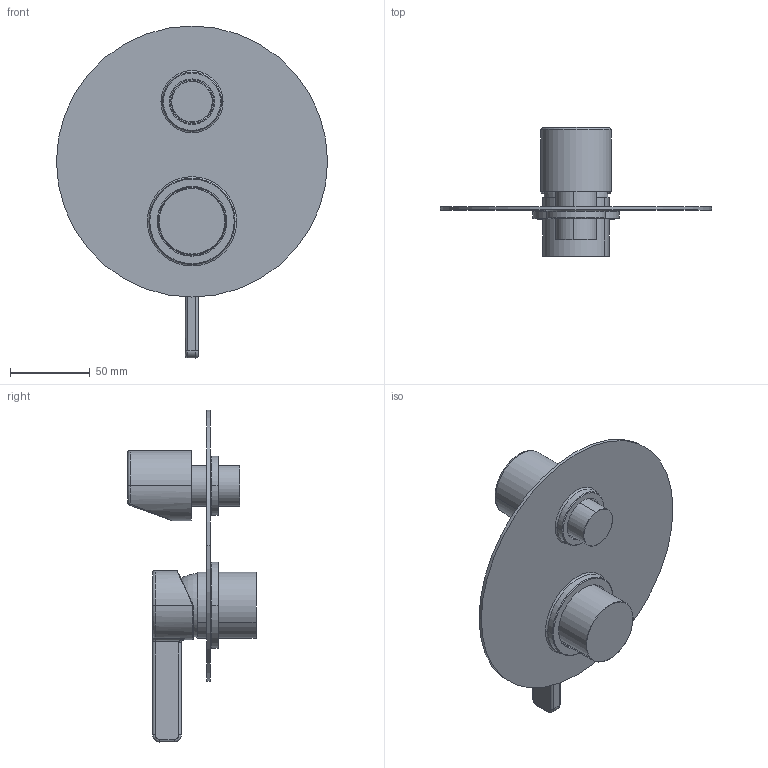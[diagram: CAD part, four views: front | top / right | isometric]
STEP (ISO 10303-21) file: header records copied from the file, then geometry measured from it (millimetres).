
FILE_DESCRIPTION (( 'STEP AP214' ), '1' );
FILE_NAME ('74135740.STEP', '2020-08-20T12:09:58', ( '' ), ( '' ), 'SwSTEP 2.0', 'SolidWorks 2016', '' );
FILE_SCHEMA (( 'AUTOMOTIVE_DESIGN' ));
Length unit declared in the file: millimetre
Products named in the file (1): 74135740
Bounding box: 170 x 80.7 x 208.21 mm (x, y, z)
Volume: 173103.2 mm3; surface area: 87520.1 mm2
Topology: 5 solids, 7 shells, 213 faces, 490 edges, 300 vertices
Faces by surface type: cylinder 77, plane 52, torus 49, cone 15, bspline 14, sphere 6
Entity records: 9292 total; most frequent: CARTESIAN_POINT 2125, DIRECTION 1092, ORIENTED_EDGE 972, EDGE_CURVE 486, AXIS2_PLACEMENT_3D 468, VERTEX_POINT 300, CIRCLE 268, EDGE_LOOP 236
